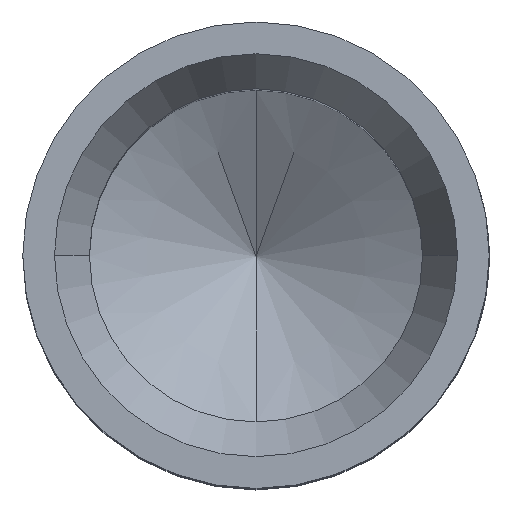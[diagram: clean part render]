
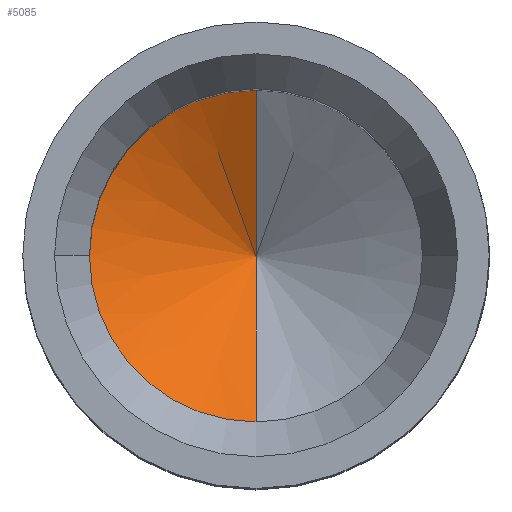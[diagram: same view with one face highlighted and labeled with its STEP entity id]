
A CAD part, top view. The second image highlights one B-rep face of the part: STEP entity #5085.
In plain terms, the highlighted conical face has half-angle 60 degrees and reference radius 0.637 mm.
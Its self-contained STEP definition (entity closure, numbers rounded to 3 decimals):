
#1601=DIRECTION('',(0.,-0.866,-0.5));
#1602=VECTOR('',#1601,1.443);
#1603=CARTESIAN_POINT('',(0.,1.25,5.518));
#1604=LINE('',#1603,#1602);
#1605=DIRECTION('',(0.,-0.866,0.5));
#1606=VECTOR('',#1605,1.443);
#1607=CARTESIAN_POINT('',(0.,0.,4.797));
#1608=LINE('',#1607,#1606);
#1609=CARTESIAN_POINT('',(0.,0.,5.518));
#1610=DIRECTION('',(0.,0.,-1.));
#1611=DIRECTION('',(0.,-1.,0.));
#1612=AXIS2_PLACEMENT_3D('',#1609,#1610,#1611);
#2048=CARTESIAN_POINT('',(0.,-1.25,5.518));
#2049=CARTESIAN_POINT('',(0.,1.25,5.518));
#2050=VERTEX_POINT('',#2048);
#2051=VERTEX_POINT('',#2049);
#2062=CARTESIAN_POINT('',(0.,0.,4.797));
#2063=VERTEX_POINT('',#2062);
#5073=CARTESIAN_POINT('',(0.,0.,5.165));
#5074=DIRECTION('',(0.,0.,1.));
#5075=DIRECTION('',(0.,1.,0.));
#5076=AXIS2_PLACEMENT_3D('',#5073,#5074,#5075);
#5077=CONICAL_SURFACE('',#5076,0.638,60.);
#5079=ORIENTED_EDGE('',*,*,#5078,.T.);
#5081=ORIENTED_EDGE('',*,*,#5080,.T.);
#5082=ORIENTED_EDGE('',*,*,#5067,.T.);
#5083=EDGE_LOOP('',(#5079,#5081,#5082));
#5084=FACE_OUTER_BOUND('',#5083,.F.);
#5085=ADVANCED_FACE('',(#5084),#5077,.F.);
#1613=CIRCLE('',#1612,1.25);
#5067=EDGE_CURVE('',#2050,#2051,#1613,.T.);
#5078=EDGE_CURVE('',#2051,#2063,#1604,.T.);
#5080=EDGE_CURVE('',#2063,#2050,#1608,.T.);
